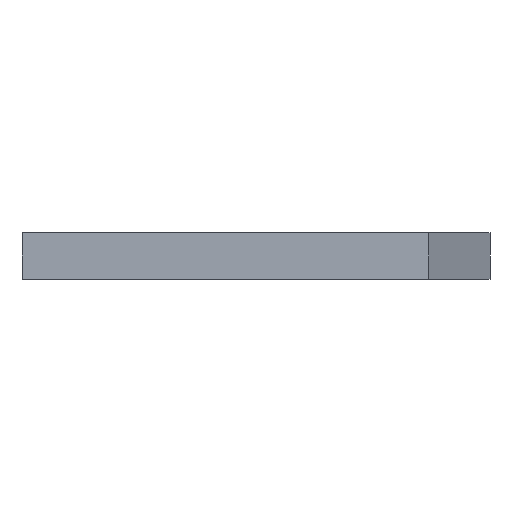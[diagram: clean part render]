
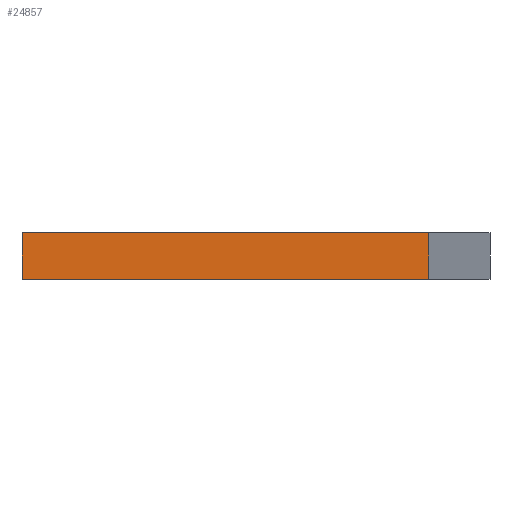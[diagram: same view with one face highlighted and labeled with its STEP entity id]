
A CAD part, left-side view. The second image highlights one B-rep face of the part: STEP entity #24857.
In plain terms, the highlighted planar face has unit normal (-1, 0, 0).
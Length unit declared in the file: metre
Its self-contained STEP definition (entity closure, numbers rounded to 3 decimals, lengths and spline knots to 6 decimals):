
#1606=ORIENTED_EDGE('',*,*,#9041,.T.);
#1607=ORIENTED_EDGE('',*,*,#9040,.F.);
#1608=ORIENTED_EDGE('',*,*,#9042,.F.);
#1609=ORIENTED_EDGE('',*,*,#9043,.T.);
#9040=EDGE_CURVE('',#12755,#12752,#15240,.T.);
#9041=EDGE_CURVE('',#12756,#12752,#15241,.T.);
#9042=EDGE_CURVE('',#12757,#12755,#15242,.T.);
#9043=EDGE_CURVE('',#12757,#12756,#15243,.T.);
#12752=VERTEX_POINT('',#36903);
#12755=VERTEX_POINT('',#36908);
#12756=VERTEX_POINT('',#36912);
#12757=VERTEX_POINT('',#36914);
#15240=LINE('',#36909,#18000);
#15241=LINE('',#36911,#18001);
#15242=LINE('',#36913,#18002);
#15243=LINE('',#36915,#18003);
#18000=VECTOR('',#29355,1.);
#18001=VECTOR('',#29358,1.);
#18002=VECTOR('',#29359,1.);
#18003=VECTOR('',#29360,1.);
#20745=EDGE_LOOP('',(#1606,#1607,#1608,#1609));
#22357=FACE_BOUND('',#20745,.T.);
#23969=PLANE('',#26933);
#24857=ADVANCED_FACE('',(#22357),#23969,.F.);
#26933=AXIS2_PLACEMENT_3D('',#36910,#29356,#29357);
#29355=DIRECTION('',(0.,0.,1.));
#29356=DIRECTION('',(1.,0.,0.));
#29357=DIRECTION('',(0.,0.,-1.));
#29358=DIRECTION('',(0.,1.,0.));
#29359=DIRECTION('',(0.,1.,0.));
#29360=DIRECTION('',(0.,0.,1.));
#36903=CARTESIAN_POINT('',(-0.182975,0.060289,0.002));
#36908=CARTESIAN_POINT('',(-0.182975,0.060289,-0.01));
#36909=CARTESIAN_POINT('',(-0.182975,0.060289,-0.01));
#36910=CARTESIAN_POINT('',(-0.182975,0.007664,-0.01));
#36911=CARTESIAN_POINT('',(-0.182975,0.007664,0.002));
#36912=CARTESIAN_POINT('',(-0.182975,-0.044961,0.002));
#36913=CARTESIAN_POINT('',(-0.182975,0.007664,-0.01));
#36914=CARTESIAN_POINT('',(-0.182975,-0.044961,-0.01));
#36915=CARTESIAN_POINT('',(-0.182975,-0.044961,-0.01));
